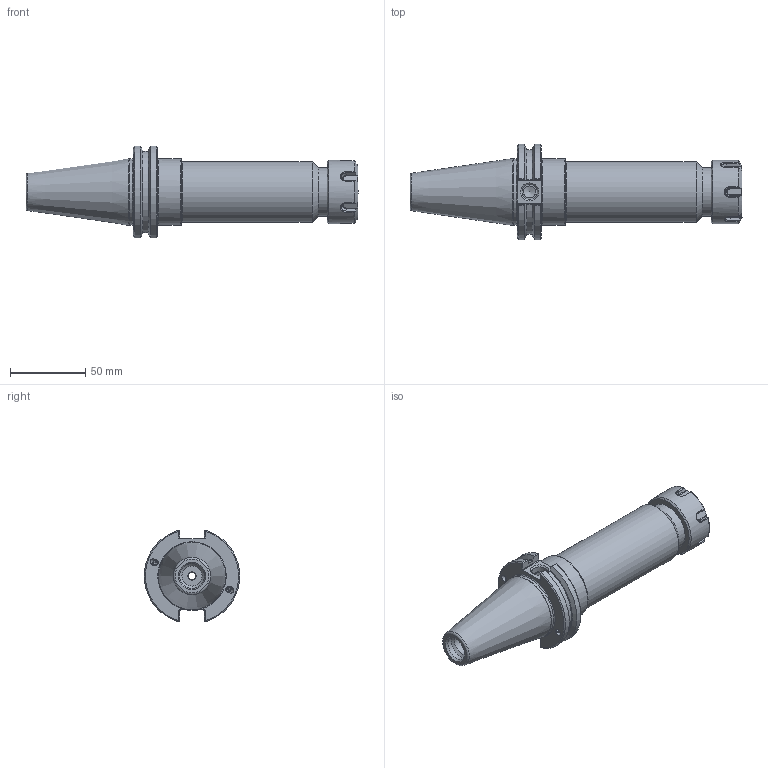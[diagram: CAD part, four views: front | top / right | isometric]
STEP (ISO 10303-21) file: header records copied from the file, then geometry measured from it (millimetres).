
FILE_DESCRIPTION(/* description */ ('ER COLLET CHUCK'),/* implementation_level */ '2;1');
FILE_NAME(/* name */ 'C40BC-25ERF600.stp',/* time_stamp */ '2017-01-20T10:00:17-05:00',/* author */ ('davhar'),/* organization */ (''),/* preprocessor_version */ 'ST-DEVELOPER v16.1',/* originating_system */ 'Autodesk Inventor 2016',/* authorisation */ '');
FILE_SCHEMA (('AUTOMOTIVE_DESIGN { 1 0 10303 214 3 1 1 }'));
Length unit declared in the file: inch
Products named in the file (6): C40BCB-25ER6-1; 029-965; C40BCB-25ER6-1_1; 25ERN; BS-11; C40BC-25ERF600
Assembly tree (6 placements, depth 3):
  C40BC-25ERF600
    C40BCB-25ER6-1_1
      C40BCB-25ER6-1
      029-965  x2
    25ERN
    BS-11
Bounding box: 220.66 x 63.26 x 61.05 mm (x, y, z)
Volume: 240463.1 mm3; surface area: 50064.1 mm2
Topology: 5 solids, 5 shells, 225 faces, 543 edges, 341 vertices
Faces by surface type: plane 98, cylinder 61, cone 41, torus 17, bspline 6, sphere 2
Full cylindrical faces by diameter (mm): 3.3 x2, 4 x4, 4.1 x2, 4.2 x2, 7.112 x1, 8.001 x1, 10.135 x1, 13.386 x1, 15.113 x2, 15.748 x1, 16.459 x1, 17.297 x1, 18.034 x1, 20.32 x1, 30.5 x1, 32 x1, 32.88 x1, 40.513 x1, 42 x1, 43.942 x1, 44.45 x1
Entity records: 7057 total; most frequent: CARTESIAN_POINT 2384, DIRECTION 898, ORIENTED_EDGE 890, EDGE_CURVE 445, AXIS2_PLACEMENT_3D 364, VERTEX_POINT 309, EDGE_LOOP 284, FACE_OUTER_BOUND 209
